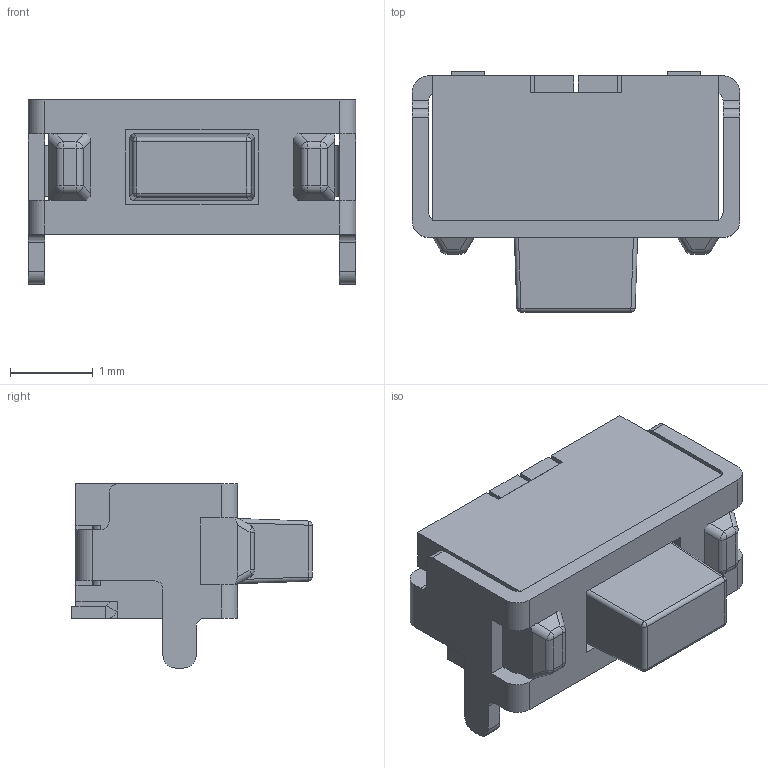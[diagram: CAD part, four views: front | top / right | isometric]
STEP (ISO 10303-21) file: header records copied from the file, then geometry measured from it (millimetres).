
FILE_DESCRIPTION (( 'STEP AP214' ), '1' );
FILE_NAME ('KEY-SMD_L4.0-W2.9-H1.6-P3.75.step', '2022-07-02T15:23:04', ( '' ), ( '' ), 'SwSTEP 2.0', 'SolidWorks 2020', '' );
FILE_SCHEMA (( 'AUTOMOTIVE_DESIGN' ));
Length unit declared in the file: millimetre
Products named in the file (1): KEY-SMD_L4.0-W2.9-H1.6-P3.75
Bounding box: 3.95 x 2.9 x 2.22 mm (x, y, z)
Volume: 12.9 mm3; surface area: 68.4 mm2
Topology: 2 solids, 2 shells, 462 faces, 1259 edges, 812 vertices
Faces by surface type: plane 280, bspline 112, cylinder 58, sphere 12
Entity records: 20660 total; most frequent: CARTESIAN_POINT 4686, ORIENTED_EDGE 2494, DIRECTION 1805, EDGE_CURVE 1247, LINE 895, VECTOR 895, VERTEX_POINT 812, EDGE_LOOP 491
